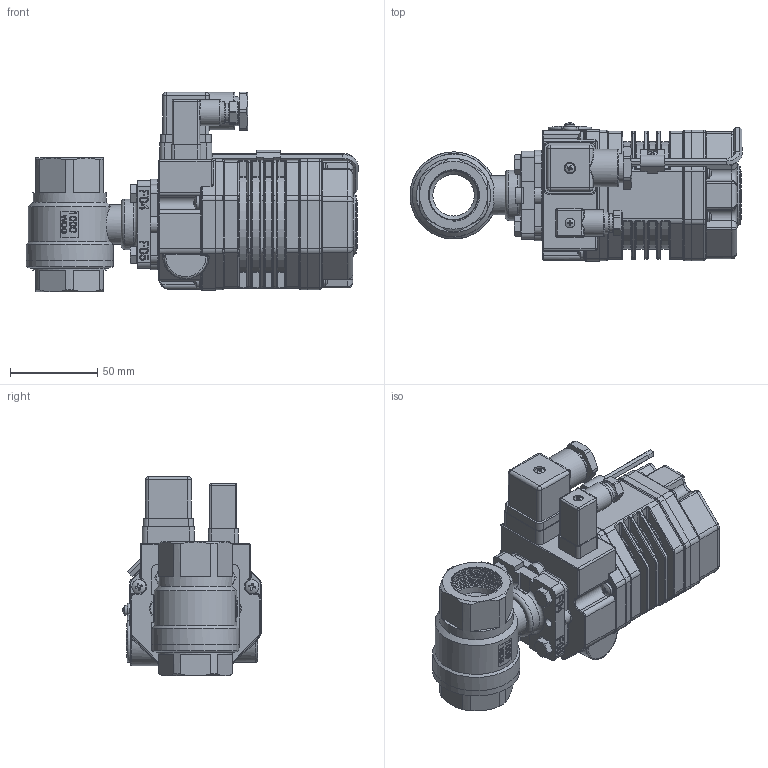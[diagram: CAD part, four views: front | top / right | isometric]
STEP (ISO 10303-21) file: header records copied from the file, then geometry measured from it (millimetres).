
FILE_DESCRIPTION(/* description */ ('Unknown'),/* implementation_level */ '2;1');
FILE_NAME(/* name */ 'AE01_029652-06',/* time_stamp */ '2022-07-05T10:19:09+02:00',/* author */ ('Unknown'),/* organization */ ('Unknown'),/* preprocessor_version */ 'ST-DEVELOPER v16.7',/* originating_system */ 'Solid Edge',/* authorisation */ 'Unknown');
FILE_SCHEMA (('AUTOMOTIVE_DESIGN {1 0 10303 214 3 1 1}'));
Length unit declared in the file: millimetre
Products named in the file (35): AE01_029652-06; 9652-06; Body Gaske; Stem; Nut Stopper; Body; Cap; Small hex thin nuts-Fine pitch thread GB_GB_FASTENER_NUT_SSFNTT M16X1.
0-N; AE01_AE02_(AE20_23); BQ02-011-2 喘謫眊; 狟粣創杶; 驱动轴; BQ02-036 忒梟裔; 躇猾祧菜; 52.5萇儂褲; BQ02萇ァ裔B; 躇猾菜; 售忒釱; 售忒; 滅阨諉芛-d; 滅阨諉芛-2; 坋趼蹟隊M4X16; 坋趼蹟隊M4X16_GB_CROSS_SCREWS_TYPE1 M4X12-12  H type-N; 粟菜 4_GB_FASTENER_WASHER_SSWL 4; す菜 4_GB_FASTENER_WASHER_PWSA 4; 坋趼蹟隊M3X14; 坋趼蹟隊M3X14_GB_CROSS_SCREWS_TYPE1 M3X14-14  H type-N; 粟菜 3_GB_FASTENER_WASHER_SSWL 3; す菜 3_GB_FASTENER_WASHER_PWSA 3; 坋趼蹟隊M3X8_GB_CROSS_SCREWS_TYPE1 M3X14-14  H type-N; 坋趼蹟隊M3X6_GB_CROSS_SCREWS_TYPE1 M3X14-14  H type-N; 硌尨攫; 硌渀; BQ02硌尨敦B; DIN 933 M6x16 A2-70 BLK_EDST
Assembly tree (47 placements, depth 4):
  AE01_029652-06
    9652-06
      Body Gaske
      Stem
      Nut Stopper
      Body
      Cap
      Small hex thin nuts-Fine pitch thread GB_GB_FASTENER_NUT_SSFNTT M16X1.
0-N
    AE01_AE02_(AE20_23)
      BQ02-011-2 喘謫眊
      狟粣創杶
      驱动轴
      BQ02-036 忒梟裔
      躇猾祧菜
      52.5萇儂褲
      BQ02萇ァ裔B
      躇猾菜
      售忒釱
      售忒
      滅阨諉芛-d
      滅阨諉芛-2
      坋趼蹟隊M4X16  x4
        坋趼蹟隊M4X16_GB_CROSS_SCREWS_TYPE1 M4X12-12  H type-N
        粟菜 4_GB_FASTENER_WASHER_SSWL 4
        す菜 4_GB_FASTENER_WASHER_PWSA 4
      坋趼蹟隊M3X14  x4
        坋趼蹟隊M3X14_GB_CROSS_SCREWS_TYPE1 M3X14-14  H type-N
        粟菜 3_GB_FASTENER_WASHER_SSWL 3
        す菜 3_GB_FASTENER_WASHER_PWSA 3
      坋趼蹟隊M3X8_GB_CROSS_SCREWS_TYPE1 M3X14-14  H type-N  x4
      坋趼蹟隊M3X6_GB_CROSS_SCREWS_TYPE1 M3X14-14  H type-N  x2
      硌尨攫
      硌渀
      BQ02硌尨敦B
    DIN 933 M6x16 A2-70 BLK_EDST  x4
Bounding box: 190.65 x 79.37 x 114.85 mm (x, y, z)
Volume: 299336.9 mm3; surface area: 182055.1 mm2
Topology: 55 solids, 55 shells, 2998 faces, 7355 edges, 4516 vertices
Faces by surface type: plane 1113, cylinder 1031, bspline 319, torus 314, cone 140, sphere 81
Full cylindrical faces by diameter (mm): 2.5 x21, 3 x11, 3.102 x1, 3.2 x5, 3.3 x16, 3.4 x4, 3.5 x16, 4 x7, 4.2 x8, 4.3 x4, 4.4 x4, 4.5 x4, 4.7 x2, 5 x9, 5.4 x4, 5.5 x1, 5.6 x10, 6 x11, 6.5 x1, 6.8 x4, 8 x8, 10 x4, 10.9 x1, 11 x3, 12.5 x1, 13 x3, 13.2 x1, 14 x2, 14.917 x1, 15 x1
Entity records: 111429 total; most frequent: CARTESIAN_POINT 43197, DIRECTION 12642, ORIENTED_EDGE 12224, EDGE_CURVE 6112, AXIS2_PLACEMENT_3D 5006, VERTEX_POINT 3960, FACE_BOUND 3180, EDGE_LOOP 3139
